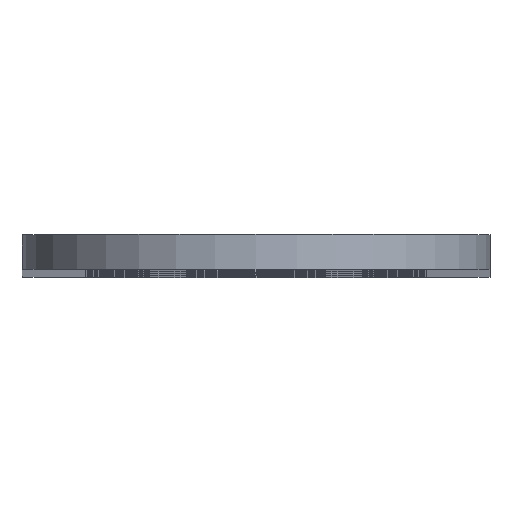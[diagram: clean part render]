
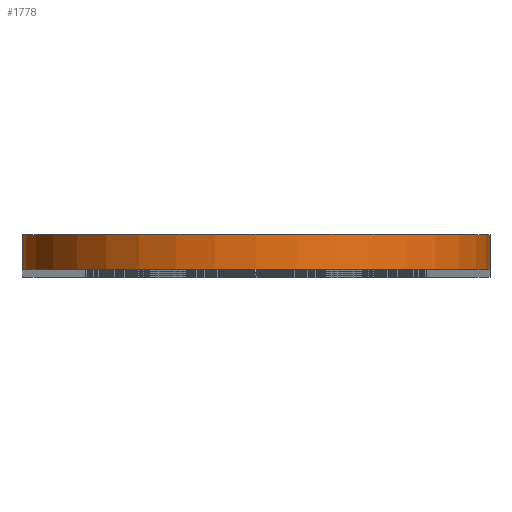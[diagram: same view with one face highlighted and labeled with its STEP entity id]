
A CAD part, top view. The second image highlights one B-rep face of the part: STEP entity #1778.
In plain terms, the highlighted cylindrical face has radius 13.5 mm (diameter 27 mm), a partial arc.
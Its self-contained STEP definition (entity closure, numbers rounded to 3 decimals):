
#240=FACE_OUTER_BOUND('',#319,.T.);
#319=EDGE_LOOP('',(#1466,#1467,#1468,#1469));
#545=LINE('',#3018,#626);
#547=LINE('',#3024,#628);
#626=VECTOR('',#2549,1000.);
#628=VECTOR('',#2555,1000.);
#779=CIRCLE('',#2020,13.5);
#780=CIRCLE('',#2021,13.5);
#931=VERTEX_POINT('',#3015);
#932=VERTEX_POINT('',#3017);
#933=VERTEX_POINT('',#3021);
#934=VERTEX_POINT('',#3023);
#1159=EDGE_CURVE('',#932,#931,#545,.T.);
#1161=EDGE_CURVE('',#931,#933,#779,.T.);
#1162=EDGE_CURVE('',#934,#933,#547,.T.);
#1163=EDGE_CURVE('',#932,#934,#780,.T.);
#1466=ORIENTED_EDGE('',*,*,#1161,.T.);
#1467=ORIENTED_EDGE('',*,*,#1162,.F.);
#1468=ORIENTED_EDGE('',*,*,#1163,.F.);
#1469=ORIENTED_EDGE('',*,*,#1159,.T.);
#1702=CYLINDRICAL_SURFACE('',#2019,13.5);
#1778=ADVANCED_FACE('',(#240),#1702,.T.);
#2019=AXIS2_PLACEMENT_3D('',#3020,#2551,#2552);
#2020=AXIS2_PLACEMENT_3D('',#3022,#2553,#2554);
#2021=AXIS2_PLACEMENT_3D('',#3025,#2556,#2557);
#2549=DIRECTION('',(0.,-1.,0.));
#2551=DIRECTION('center_axis',(0.,-1.,0.));
#2552=DIRECTION('ref_axis',(0.,0.,1.));
#2553=DIRECTION('center_axis',(0.,1.,0.));
#2554=DIRECTION('ref_axis',(0.,0.,1.));
#2555=DIRECTION('',(0.,-1.,0.));
#2556=DIRECTION('center_axis',(0.,1.,0.));
#2557=DIRECTION('ref_axis',(0.,0.,1.));
#3015=CARTESIAN_POINT('',(-0.82,-20.672,134.674));
#3017=CARTESIAN_POINT('',(-0.82,-18.672,134.674));
#3018=CARTESIAN_POINT('',(-0.82,-18.672,134.674));
#3020=CARTESIAN_POINT('Origin',(12.68,-18.672,134.674));
#3021=CARTESIAN_POINT('',(26.18,-20.672,134.674));
#3022=CARTESIAN_POINT('Origin',(12.68,-20.672,134.674));
#3023=CARTESIAN_POINT('',(26.18,-18.672,134.674));
#3024=CARTESIAN_POINT('',(26.18,-18.672,134.674));
#3025=CARTESIAN_POINT('Origin',(12.68,-18.672,134.674));
